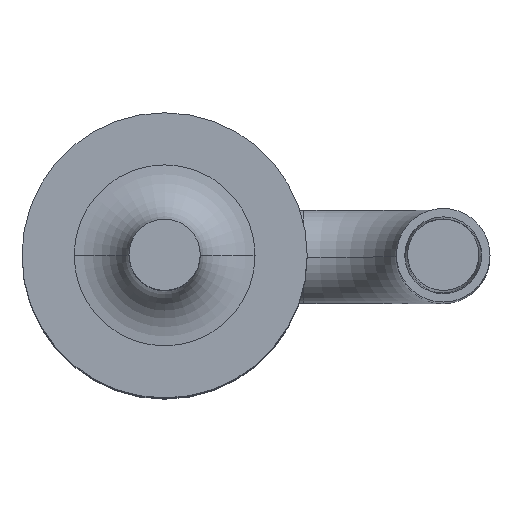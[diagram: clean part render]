
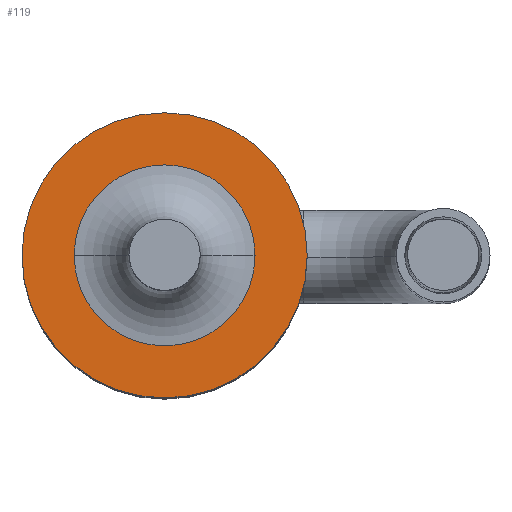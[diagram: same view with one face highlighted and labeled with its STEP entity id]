
A CAD part, top view. The second image highlights one B-rep face of the part: STEP entity #119.
In plain terms, the highlighted planar face has unit normal (0, 0, 1).
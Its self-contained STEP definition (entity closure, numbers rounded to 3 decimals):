
#17 = FACE_OUTER_BOUND ( 'NONE', #428, .T. ) ;
#119 = ADVANCED_FACE ( 'NONE', ( #1901, #17 ), #1296, .T. ) ;
#151 = DIRECTION ( 'NONE',  ( 0., 0., 1. ) ) ;
#228 = CIRCLE ( 'NONE', #744, 0.825 ) ;
#260 = ORIENTED_EDGE ( 'NONE', *, *, #497, .F. ) ;
#263 = DIRECTION ( 'NONE',  ( 0., 0., -1. ) ) ;
#281 = CARTESIAN_POINT ( 'NONE',  ( 0., 0., 3.4 ) ) ;
#285 = AXIS2_PLACEMENT_3D ( 'NONE', #658, #345, #778 ) ;
#297 = DIRECTION ( 'NONE',  ( 0., 0., -1. ) ) ;
#334 = ORIENTED_EDGE ( 'NONE', *, *, #468, .T. ) ;
#345 = DIRECTION ( 'NONE',  ( 0., 0., -1. ) ) ;
#384 = ORIENTED_EDGE ( 'NONE', *, *, #1357, .T. ) ;
#428 = EDGE_LOOP ( 'NONE', ( #619, #260 ) ) ;
#468 = EDGE_CURVE ( 'NONE', #503, #1582, #228, .T. ) ;
#497 = EDGE_CURVE ( 'NONE', #1135, #1097, #1082, .T. ) ;
#503 = VERTEX_POINT ( 'NONE', #1995 ) ;
#619 = ORIENTED_EDGE ( 'NONE', *, *, #1147, .F. ) ;
#658 = CARTESIAN_POINT ( 'NONE',  ( 0., 0., 3.4 ) ) ;
#744 = AXIS2_PLACEMENT_3D ( 'NONE', #281, #1673, #1511 ) ;
#778 = DIRECTION ( 'NONE',  ( 1., 0., 0. ) ) ;
#926 = CARTESIAN_POINT ( 'NONE',  ( 0., 0., 3.4 ) ) ;
#1082 = CIRCLE ( 'NONE', #1838, 1.3 ) ;
#1097 = VERTEX_POINT ( 'NONE', #1359 ) ;
#1117 = DIRECTION ( 'NONE',  ( 1., 0., 0. ) ) ;
#1135 = VERTEX_POINT ( 'NONE', #2026 ) ;
#1147 = EDGE_CURVE ( 'NONE', #1097, #1135, #1169, .T. ) ;
#1169 = CIRCLE ( 'NONE', #285, 1.3 ) ;
#1207 = DIRECTION ( 'NONE',  ( 1., 0., 0. ) ) ;
#1224 = CARTESIAN_POINT ( 'NONE',  ( 0., 0., 3.4 ) ) ;
#1237 = CIRCLE ( 'NONE', #1855, 0.825 ) ;
#1296 = PLANE ( 'NONE',  #1436 ) ;
#1320 = EDGE_LOOP ( 'NONE', ( #334, #384 ) ) ;
#1357 = EDGE_CURVE ( 'NONE', #1582, #503, #1237, .T. ) ;
#1359 = CARTESIAN_POINT ( 'NONE',  ( -1.3, 0., 3.4 ) ) ;
#1436 = AXIS2_PLACEMENT_3D ( 'NONE', #926, #151, #1117 ) ;
#1507 = CARTESIAN_POINT ( 'NONE',  ( 0., 0., 3.4 ) ) ;
#1511 = DIRECTION ( 'NONE',  ( 1., 0., 0. ) ) ;
#1582 = VERTEX_POINT ( 'NONE', #1714 ) ;
#1673 = DIRECTION ( 'NONE',  ( 0., 0., -1. ) ) ;
#1714 = CARTESIAN_POINT ( 'NONE',  ( -0.825, 0., 3.4 ) ) ;
#1838 = AXIS2_PLACEMENT_3D ( 'NONE', #1224, #263, #1970 ) ;
#1855 = AXIS2_PLACEMENT_3D ( 'NONE', #1507, #297, #1207 ) ;
#1901 = FACE_BOUND ( 'NONE', #1320, .T. ) ;
#1970 = DIRECTION ( 'NONE',  ( 1., 0., 0. ) ) ;
#1995 = CARTESIAN_POINT ( 'NONE',  ( 0.825, 0., 3.4 ) ) ;
#2026 = CARTESIAN_POINT ( 'NONE',  ( 1.3, 0., 3.4 ) ) ;
